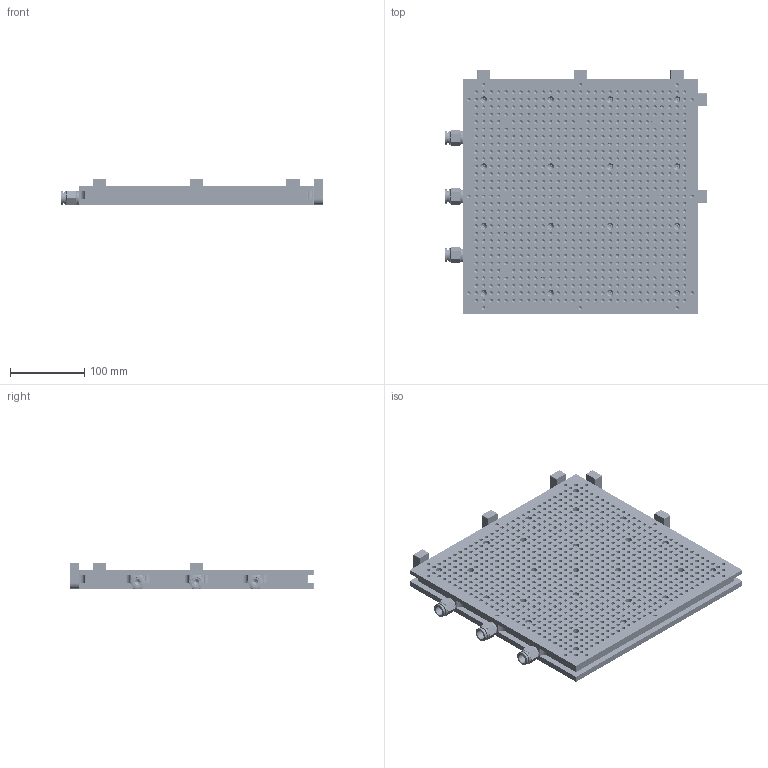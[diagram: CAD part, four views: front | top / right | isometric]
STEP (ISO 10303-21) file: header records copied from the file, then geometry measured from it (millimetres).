
FILE_DESCRIPTION(('HOOPS Exchange Step'),'2;1');
FILE_NAME('export-4D816D8A-1B6C-4709-9F60-D18F5E27F6CB.stp','2022-05-17T15:22:13+02:00',('Engineering'),('Alibre'),'HOOPS Exchange 2021.0','Alibre','Unknown authorisation');
FILE_SCHEMA( ('AP242_MANAGED_MODEL_BASED_3D_ENGINEERING_MIM_LF {1 0 10303 442 1 1 4 }') );
Length unit declared in the file: millimetre
Products named in the file (5): 3821-3 Vacuum Table VT3030 GR - ENDSTOP; 3821-4 Vacuum Table VT3030 GR - FITING; 3821-1 Vacuum Table VT3030 GR - BOTTOM Plate; 3821-2 Vacuum Table VT3030 GR - TOP Plate; 3821 Vacuum Table VT3030 GR
Assembly tree (10 placements, depth 2):
  3821 Vacuum Table VT3030 GR
    3821-3 Vacuum Table VT3030 GR - ENDSTOP  x5
    3821-4 Vacuum Table VT3030 GR - FITING  x3
    3821-1 Vacuum Table VT3030 GR - BOTTOM Plate
    3821-2 Vacuum Table VT3030 GR - TOP Plate
Bounding box: 351.75 x 328 x 36 mm (x, y, z)
Volume: 2394898 mm3; surface area: 538398.2 mm2
Topology: 10 solids, 10 shells, 5585 faces, 13112 edges, 7521 vertices
Faces by surface type: cylinder 3574, cone 1837, plane 168, torus 6
Entity records: 157181 total; most frequent: DIRECTION 30576, CARTESIAN_POINT 25411, ORIENTED_EDGE 25282, EDGE_CURVE 12641, AXIS2_PLACEMENT_3D 12526, VERTEX_POINT 7289, EDGE_LOOP 7158, FACE_BOUND 7158
